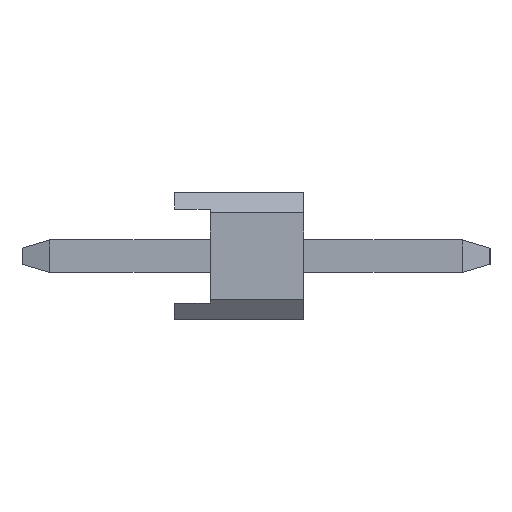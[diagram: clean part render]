
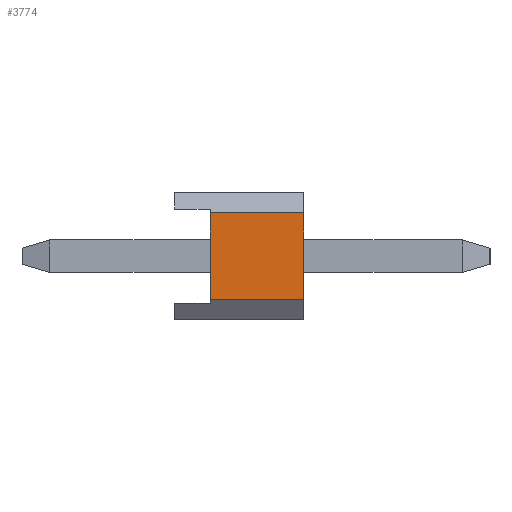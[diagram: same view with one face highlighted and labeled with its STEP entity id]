
A CAD part, left-side view. The second image highlights one B-rep face of the part: STEP entity #3774.
In plain terms, the highlighted planar face has unit normal (-1, 0, 0).
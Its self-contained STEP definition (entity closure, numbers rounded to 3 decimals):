
#3330=VERTEX_POINT('',#8639);
#3610=EDGE_CURVE('',#6220,#5870,#8948,.T.);
#3774=ADVANCED_FACE('',(#9127),#9128,.T.);
#4250=EDGE_CURVE('',#3330,#5870,#9666,.T.);
#5304=EDGE_CURVE('',#6220,#6476,#10814,.T.);
#5870=VERTEX_POINT('',#11427);
#6220=VERTEX_POINT('',#11819);
#6476=VERTEX_POINT('',#12097);
#7662=EDGE_CURVE('',#6476,#3330,#13422,.T.);
#8639=CARTESIAN_POINT('',(-21.49,-2.54,-0.851));
#8948=LINE('',#15178,#15179);
#9127=FACE_OUTER_BOUND('',#15434,.T.);
#9128=PLANE('',#15435);
#9666=LINE('',#16212,#16213);
#10814=LINE('',#17904,#17905);
#11427=CARTESIAN_POINT('',(-21.49,-2.54,0.851));
#11819=CARTESIAN_POINT('',(-21.49,-0.7,0.851));
#12097=CARTESIAN_POINT('',(-21.49,-0.7,-0.851));
#13422=LINE('',#21672,#21673);
#15178=CARTESIAN_POINT('',(-21.49,0.,0.851));
#15179=VECTOR('',#23063,1.0);
#15434=EDGE_LOOP('',(#23225,#23226,#23227,#23228));
#15435=AXIS2_PLACEMENT_3D('',#23229,#23230,#23231);
#16212=CARTESIAN_POINT('',(-21.49,-2.54,0.851));
#16213=VECTOR('',#23921,1.0);
#17904=CARTESIAN_POINT('',(-21.49,-0.7,-0.426));
#17905=VECTOR('',#24969,1.0);
#21672=CARTESIAN_POINT('',(-21.49,0.,-0.851));
#21673=VECTOR('',#27673,1.0);
#23063=DIRECTION('',(0.0,-1.0,0.));
#23225=ORIENTED_EDGE('',*,*,#5304,.T.);
#23226=ORIENTED_EDGE('',*,*,#7662,.T.);
#23227=ORIENTED_EDGE('',*,*,#4250,.T.);
#23228=ORIENTED_EDGE('',*,*,#3610,.F.);
#23229=CARTESIAN_POINT('',(-21.49,0.,-0.851));
#23230=DIRECTION('',(-1.0,0.0,0.0));
#23231=DIRECTION('',(0.0,0.,-1.0));
#23921=DIRECTION('',(0.0,0.,1.0));
#24969=DIRECTION('',(0.0,0.,-1.0));
#27673=DIRECTION('',(0.0,-1.0,0.));
